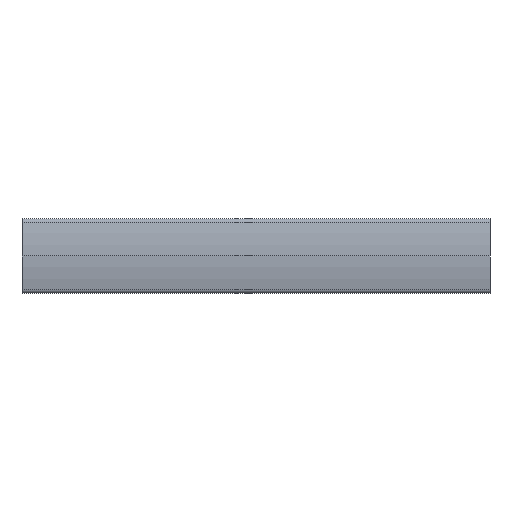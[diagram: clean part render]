
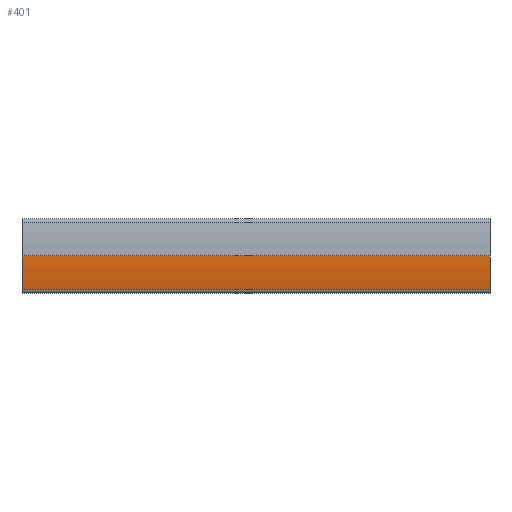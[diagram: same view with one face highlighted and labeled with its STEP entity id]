
A CAD part, top view. The second image highlights one B-rep face of the part: STEP entity #401.
In plain terms, the highlighted cylindrical face has radius 32.511 mm (diameter 65.022 mm), a partial arc.
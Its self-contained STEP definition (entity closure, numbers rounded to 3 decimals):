
#401 = ADVANCED_FACE ( 'NONE', ( #995 ), #994, .T. ) ;
#402 = VERTEX_POINT ( 'NONE', #934 ) ;
#405 = ORIENTED_EDGE ( 'NONE', *, *, #410, .T. ) ;
#407 = ORIENTED_EDGE ( 'NONE', *, *, #408, .F. ) ;
#408 = EDGE_CURVE ( 'NONE', #496, #402, #996, .T. ) ;
#409 = EDGE_CURVE ( 'NONE', #497, #402, #1021, .T. ) ;
#410 = EDGE_CURVE ( 'NONE', #495, #497, #932, .T. ) ;
#489 = ORIENTED_EDGE ( 'NONE', *, *, #494, .F. ) ;
#492 = ORIENTED_EDGE ( 'NONE', *, *, #409, .T. ) ;
#493 = EDGE_LOOP ( 'NONE', ( #489, #405, #492, #407 ) ) ;
#494 = EDGE_CURVE ( 'NONE', #495, #496, #1039, .T. ) ;
#495 = VERTEX_POINT ( 'NONE', #1050 ) ;
#496 = VERTEX_POINT ( 'NONE', #1049 ) ;
#497 = VERTEX_POINT ( 'NONE', #1056 ) ;
#930 = DIRECTION ( 'NONE',  ( -1., 0., 0. ) ) ;
#931 = VECTOR ( 'NONE', #930, 1000. ) ;
#932 = LINE ( 'NONE', #1036, #931 ) ;
#933 = AXIS2_PLACEMENT_3D ( 'NONE', #1120, #1119, #935 ) ;
#934 = CARTESIAN_POINT ( 'NONE',  ( 0., 988.452, 4807.615 ) ) ;
#935 = DIRECTION ( 'NONE',  ( 0., 0., 1. ) ) ;
#994 = CYLINDRICAL_SURFACE ( 'NONE', #933, 32.511 ) ;
#995 = FACE_OUTER_BOUND ( 'NONE', #493, .T. ) ;
#996 = LINE ( 'NONE', #1024, #1023 ) ;
#997 = AXIS2_PLACEMENT_3D ( 'NONE', #1101, #1100, #1099 ) ;
#1021 = CIRCLE ( 'NONE', #997, 32.511 ) ;
#1022 = DIRECTION ( 'NONE',  ( -1., 0., 0. ) ) ;
#1023 = VECTOR ( 'NONE', #1022, 1000. ) ;
#1024 = CARTESIAN_POINT ( 'NONE',  ( 100., 988.452, 4807.615 ) ) ;
#1036 = CARTESIAN_POINT ( 'NONE',  ( 100., 995.676, 4808.427 ) ) ;
#1037 = DIRECTION ( 'NONE',  ( 1., 0., 0. ) ) ;
#1038 = AXIS2_PLACEMENT_3D ( 'NONE', #1110, #1037, #1044 ) ;
#1039 = CIRCLE ( 'NONE', #1038, 32.511 ) ;
#1044 = DIRECTION ( 'NONE',  ( 0., 0., -1. ) ) ;
#1049 = CARTESIAN_POINT ( 'NONE',  ( 100., 988.452, 4807.615 ) ) ;
#1050 = CARTESIAN_POINT ( 'NONE',  ( 100., 995.676, 4808.427 ) ) ;
#1056 = CARTESIAN_POINT ( 'NONE',  ( 0., 995.676, 4808.427 ) ) ;
#1099 = DIRECTION ( 'NONE',  ( 0., 0., -1. ) ) ;
#1100 = DIRECTION ( 'NONE',  ( 1., 0., 0. ) ) ;
#1101 = CARTESIAN_POINT ( 'NONE',  ( 0., 995.676, 4775.916 ) ) ;
#1110 = CARTESIAN_POINT ( 'NONE',  ( 100., 995.676, 4775.916 ) ) ;
#1119 = DIRECTION ( 'NONE',  ( -1., 0., 0. ) ) ;
#1120 = CARTESIAN_POINT ( 'NONE',  ( 100., 995.676, 4775.916 ) ) ;
